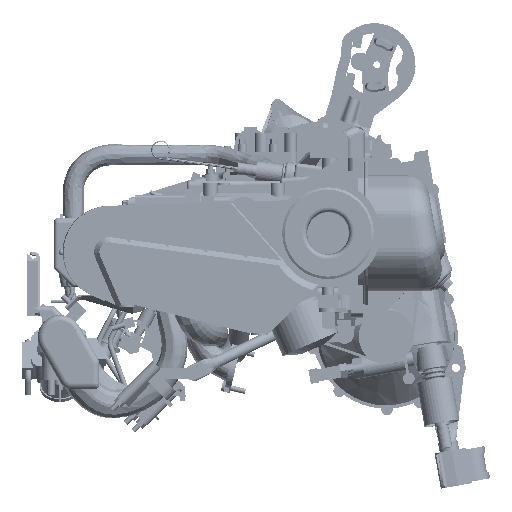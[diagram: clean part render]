
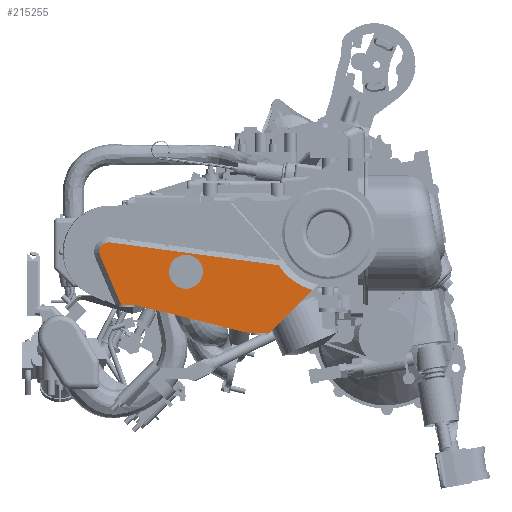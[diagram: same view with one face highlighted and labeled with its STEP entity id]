
A CAD part, left-side view. The second image highlights one B-rep face of the part: STEP entity #215255.
In plain terms, the highlighted planar face has unit normal (-1, 0, 0).
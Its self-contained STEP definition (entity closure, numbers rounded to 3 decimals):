
#385 = ORIENTED_EDGE ( 'NONE', *, *, #269069, .F. ) ;
#1129 = VERTEX_POINT ( 'NONE', #139089 ) ;
#1941 = CARTESIAN_POINT ( 'NONE',  ( -58., 7.863, -58.126 ) ) ;
#5116 = AXIS2_PLACEMENT_3D ( 'NONE', #89295, #212787, #255421 ) ;
#9102 = VECTOR ( 'NONE', #158266, 1000. ) ;
#11593 = PLANE ( 'NONE',  #262593 ) ;
#12934 = VERTEX_POINT ( 'NONE', #131812 ) ;
#17047 = CARTESIAN_POINT ( 'NONE',  ( -58., 335.05, -14. ) ) ;
#19444 = DIRECTION ( 'NONE',  ( 0., 0., 1. ) ) ;
#19964 = LINE ( 'NONE', #51166, #214809 ) ;
#21216 = EDGE_CURVE ( 'NONE', #175324, #262644, #240717, .T. ) ;
#24685 = DIRECTION ( 'NONE',  ( 0., -0.991, -0.134 ) ) ;
#25672 = ORIENTED_EDGE ( 'NONE', *, *, #158932, .T. ) ;
#44806 = EDGE_CURVE ( 'NONE', #12934, #88755, #239669, .T. ) ;
#49967 = DIRECTION ( 'NONE',  ( 0., 0., 1. ) ) ;
#50898 = CARTESIAN_POINT ( 'NONE',  ( -58., 120.608, -153. ) ) ;
#51166 = CARTESIAN_POINT ( 'NONE',  ( -58., 0., -153. ) ) ;
#53432 = CARTESIAN_POINT ( 'NONE',  ( -58., 0., 0. ) ) ;
#63802 = EDGE_CURVE ( 'NONE', #113102, #212454, #236236, .T. ) ;
#65796 = ORIENTED_EDGE ( 'NONE', *, *, #258828, .T. ) ;
#73413 = DIRECTION ( 'NONE',  ( 0., 0., 1. ) ) ;
#79452 = EDGE_CURVE ( 'NONE', #86263, #12934, #180273, .T. ) ;
#80820 = DIRECTION ( 'NONE',  ( 0., 0., 1. ) ) ;
#81033 = ORIENTED_EDGE ( 'NONE', *, *, #79452, .T. ) ;
#81233 = DIRECTION ( 'NONE',  ( 0., -0.707, 0.707 ) ) ;
#83353 = EDGE_CURVE ( 'NONE', #124407, #1129, #215501, .T. ) ;
#86263 = VERTEX_POINT ( 'NONE', #188939 ) ;
#87127 = CIRCLE ( 'NONE', #5116, 15. ) ;
#88755 = VERTEX_POINT ( 'NONE', #50898 ) ;
#89295 = CARTESIAN_POINT ( 'NONE',  ( -58., 335.05, -29. ) ) ;
#89923 = DIRECTION ( 'NONE',  ( 1., 0., 0. ) ) ;
#93975 = FACE_BOUND ( 'NONE', #109489, .T. ) ;
#95170 = DIRECTION ( 'NONE',  ( -1., 0., 0. ) ) ;
#98590 = EDGE_CURVE ( 'NONE', #86263, #113102, #120011, .T. ) ;
#99117 = EDGE_LOOP ( 'NONE', ( #137584, #65796, #226079, #385, #264436, #218780, #81033, #220670, #107711 ) ) ;
#101755 = CARTESIAN_POINT ( 'NONE',  ( -58., 217.55, -59. ) ) ;
#106457 = CIRCLE ( 'NONE', #234548, 90. ) ;
#107711 = ORIENTED_EDGE ( 'NONE', *, *, #243911, .T. ) ;
#109489 = EDGE_LOOP ( 'NONE', ( #25672, #247404 ) ) ;
#111496 = CARTESIAN_POINT ( 'NONE',  ( -58., 306.846, -132.3 ) ) ;
#111593 = CARTESIAN_POINT ( 'NONE',  ( -58., 75.508, -48.975 ) ) ;
#112391 = DIRECTION ( 'NONE',  ( 0., 0.396, 0.918 ) ) ;
#113102 = VERTEX_POINT ( 'NONE', #182887 ) ;
#113121 = CARTESIAN_POINT ( 'NONE',  ( -58., 0., -110. ) ) ;
#115638 = CARTESIAN_POINT ( 'NONE',  ( -58., 42.563, -172.282 ) ) ;
#120011 = LINE ( 'NONE', #111496, #246469 ) ;
#120461 = CARTESIAN_POINT ( 'NONE',  ( -58., -31.82, -31.82 ) ) ;
#124407 = VERTEX_POINT ( 'NONE', #173620 ) ;
#128560 = VECTOR ( 'NONE', #175721, 1000. ) ;
#128974 = VERTEX_POINT ( 'NONE', #213715 ) ;
#131812 = CARTESIAN_POINT ( 'NONE',  ( -58., 294.658, -110. ) ) ;
#137584 = ORIENTED_EDGE ( 'NONE', *, *, #83353, .T. ) ;
#139089 = CARTESIAN_POINT ( 'NONE',  ( -58., 23.294, -86.933 ) ) ;
#140846 = AXIS2_PLACEMENT_3D ( 'NONE', #196119, #89923, #49967 ) ;
#141771 = DIRECTION ( 'NONE',  ( 1., 0., 0. ) ) ;
#142179 = DIRECTION ( 'NONE',  ( 1., 0., 0. ) ) ;
#143974 = CARTESIAN_POINT ( 'NONE',  ( -58., 0., 0. ) ) ;
#158266 = DIRECTION ( 'NONE',  ( 0., -0.971, -0.24 ) ) ;
#158932 = EDGE_CURVE ( 'NONE', #262644, #175324, #169895, .T. ) ;
#160396 = VECTOR ( 'NONE', #81233, 1000. ) ;
#162625 = AXIS2_PLACEMENT_3D ( 'NONE', #101755, #141771, #80820 ) ;
#169895 = CIRCLE ( 'NONE', #140846, 26. ) ;
#173620 = CARTESIAN_POINT ( 'NONE',  ( -58., 89.36, -153. ) ) ;
#175324 = VERTEX_POINT ( 'NONE', #202545 ) ;
#175721 = DIRECTION ( 'NONE',  ( 0., -1., 0. ) ) ;
#180273 = LINE ( 'NONE', #113121, #128560 ) ;
#182808 = EDGE_CURVE ( 'NONE', #128974, #207045, #249787, .T. ) ;
#182887 = CARTESIAN_POINT ( 'NONE',  ( -58., 348.824, -34.939 ) ) ;
#188939 = CARTESIAN_POINT ( 'NONE',  ( -58., 316.461, -110. ) ) ;
#191202 = VECTOR ( 'NONE', #24685, 1000. ) ;
#195584 = DIRECTION ( 'NONE',  ( 0., -1., 0. ) ) ;
#196119 = CARTESIAN_POINT ( 'NONE',  ( -58., 217.55, -59. ) ) ;
#202545 = CARTESIAN_POINT ( 'NONE',  ( -58., 217.55, -33. ) ) ;
#207045 = VERTEX_POINT ( 'NONE', #111593 ) ;
#207326 = DIRECTION ( 'NONE',  ( 0., 0., 1. ) ) ;
#212454 = VERTEX_POINT ( 'NONE', #17047 ) ;
#212787 = DIRECTION ( 'NONE',  ( 1., 0., 0. ) ) ;
#213715 = CARTESIAN_POINT ( 'NONE',  ( -58., 333.039, -14.135 ) ) ;
#214809 = VECTOR ( 'NONE', #195584, 1000. ) ;
#215255 = ADVANCED_FACE ( 'NONE', ( #256559, #93975 ), #11593, .T. ) ;
#215501 = LINE ( 'NONE', #120461, #160396 ) ;
#218780 = ORIENTED_EDGE ( 'NONE', *, *, #98590, .F. ) ;
#220670 = ORIENTED_EDGE ( 'NONE', *, *, #44806, .T. ) ;
#226079 = ORIENTED_EDGE ( 'NONE', *, *, #182808, .F. ) ;
#234476 = DIRECTION ( 'NONE',  ( 1., 0., 0. ) ) ;
#234548 = AXIS2_PLACEMENT_3D ( 'NONE', #143974, #142179, #19444 ) ;
#236236 = CIRCLE ( 'NONE', #240532, 15. ) ;
#239669 = LINE ( 'NONE', #115638, #9102 ) ;
#240532 = AXIS2_PLACEMENT_3D ( 'NONE', #254534, #234476, #207326 ) ;
#240717 = CIRCLE ( 'NONE', #162625, 26. ) ;
#243911 = EDGE_CURVE ( 'NONE', #88755, #124407, #19964, .T. ) ;
#246469 = VECTOR ( 'NONE', #112391, 1000. ) ;
#247404 = ORIENTED_EDGE ( 'NONE', *, *, #21216, .T. ) ;
#249787 = LINE ( 'NONE', #1941, #191202 ) ;
#254534 = CARTESIAN_POINT ( 'NONE',  ( -58., 335.05, -29. ) ) ;
#255421 = DIRECTION ( 'NONE',  ( 0., 0., 1. ) ) ;
#256559 = FACE_OUTER_BOUND ( 'NONE', #99117, .T. ) ;
#258828 = EDGE_CURVE ( 'NONE', #1129, #207045, #106457, .T. ) ;
#262593 = AXIS2_PLACEMENT_3D ( 'NONE', #53432, #95170, #73413 ) ;
#262644 = VERTEX_POINT ( 'NONE', #262940 ) ;
#262940 = CARTESIAN_POINT ( 'NONE',  ( -58., 217.55, -85. ) ) ;
#264436 = ORIENTED_EDGE ( 'NONE', *, *, #63802, .F. ) ;
#269069 = EDGE_CURVE ( 'NONE', #212454, #128974, #87127, .T. ) ;
